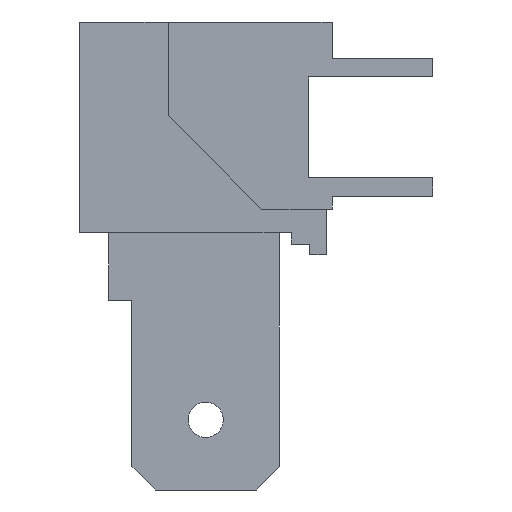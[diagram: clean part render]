
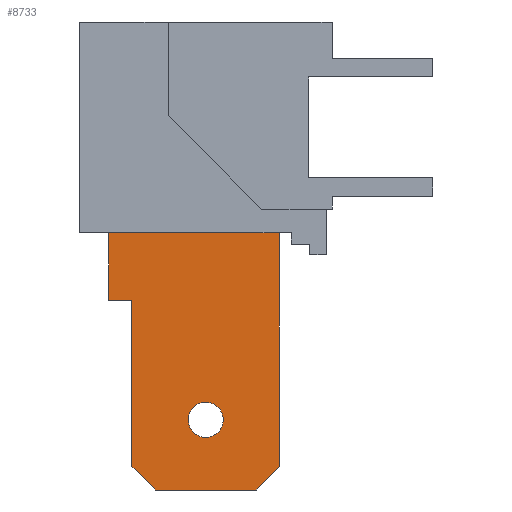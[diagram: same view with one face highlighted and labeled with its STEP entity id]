
A CAD part, left-side view. The second image highlights one B-rep face of the part: STEP entity #8733.
In plain terms, the highlighted planar face has unit normal (-1, 0, 0).
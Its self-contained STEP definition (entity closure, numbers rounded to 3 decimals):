
#7 = FACE_OUTER_BOUND ( 'NONE', #7690, .T. ) ;
#132 = AXIS2_PLACEMENT_3D ( 'NONE', #1054, #1234, #4749 ) ;
#281 = ORIENTED_EDGE ( 'NONE', *, *, #7335, .T. ) ;
#364 = VECTOR ( 'NONE', #8791, 1000. ) ;
#393 = CARTESIAN_POINT ( 'NONE',  ( -0.4, 5.4, -12.5 ) ) ;
#459 = VERTEX_POINT ( 'NONE', #8208 ) ;
#512 = VECTOR ( 'NONE', #10605, 1000. ) ;
#611 = CIRCLE ( 'NONE', #5042, 0.75 ) ;
#652 = DIRECTION ( 'NONE',  ( 0., -1., 0. ) ) ;
#996 = LINE ( 'NONE', #4636, #1130 ) ;
#1054 = CARTESIAN_POINT ( 'NONE',  ( -0.4, 5.4, -12.5 ) ) ;
#1130 = VECTOR ( 'NONE', #4571, 1000. ) ;
#1234 = DIRECTION ( 'NONE',  ( 1., 0., 0. ) ) ;
#1428 = LINE ( 'NONE', #8484, #512 ) ;
#1638 = VECTOR ( 'NONE', #8847, 1000. ) ;
#1737 = CARTESIAN_POINT ( 'NONE',  ( -0.4, 0., -4.5 ) ) ;
#1788 = DIRECTION ( 'NONE',  ( 0., 0., -1. ) ) ;
#1845 = ORIENTED_EDGE ( 'NONE', *, *, #9691, .T. ) ;
#1980 = LINE ( 'NONE', #6510, #10306 ) ;
#2234 = ORIENTED_EDGE ( 'NONE', *, *, #5458, .F. ) ;
#2282 = VERTEX_POINT ( 'NONE', #5987 ) ;
#2647 = PLANE ( 'NONE',  #5425 ) ;
#2732 = VECTOR ( 'NONE', #652, 1000. ) ;
#2769 = EDGE_CURVE ( 'NONE', #4364, #459, #1428, .T. ) ;
#2802 = VERTEX_POINT ( 'NONE', #7897 ) ;
#2872 = EDGE_CURVE ( 'NONE', #2282, #5498, #1980, .T. ) ;
#2954 = CARTESIAN_POINT ( 'NONE',  ( -0.4, 3.25, -15.5 ) ) ;
#3000 = VECTOR ( 'NONE', #10426, 1000. ) ;
#3553 = VECTOR ( 'NONE', #7529, 1000. ) ;
#3648 = EDGE_CURVE ( 'NONE', #5498, #4321, #996, .T. ) ;
#4222 = LINE ( 'NONE', #1737, #2732 ) ;
#4286 = CARTESIAN_POINT ( 'NONE',  ( -0.4, 5.4, -13.25 ) ) ;
#4321 = VERTEX_POINT ( 'NONE', #4474 ) ;
#4364 = VERTEX_POINT ( 'NONE', #2954 ) ;
#4474 = CARTESIAN_POINT ( 'NONE',  ( -0.4, 7.55, -15.5 ) ) ;
#4565 = FACE_BOUND ( 'NONE', #5811, .T. ) ;
#4571 = DIRECTION ( 'NONE',  ( 0., -0.707, -0.707 ) ) ;
#4607 = ORIENTED_EDGE ( 'NONE', *, *, #3648, .T. ) ;
#4636 = CARTESIAN_POINT ( 'NONE',  ( -0.4, 11.525, -11.525 ) ) ;
#4749 = DIRECTION ( 'NONE',  ( 0., 0., -1. ) ) ;
#4755 = ORIENTED_EDGE ( 'NONE', *, *, #7392, .T. ) ;
#4819 = ORIENTED_EDGE ( 'NONE', *, *, #2872, .T. ) ;
#4926 = CIRCLE ( 'NONE', #132, 0.75 ) ;
#5042 = AXIS2_PLACEMENT_3D ( 'NONE', #393, #6634, #10168 ) ;
#5377 = CARTESIAN_POINT ( 'NONE',  ( -0.4, 0., -15.5 ) ) ;
#5425 = AXIS2_PLACEMENT_3D ( 'NONE', #9726, #7994, #1788 ) ;
#5458 = EDGE_CURVE ( 'NONE', #2802, #8692, #4222, .T. ) ;
#5498 = VERTEX_POINT ( 'NONE', #6238 ) ;
#5543 = EDGE_CURVE ( 'NONE', #4321, #4364, #6417, .T. ) ;
#5811 = EDGE_LOOP ( 'NONE', ( #10035, #4755 ) ) ;
#5987 = CARTESIAN_POINT ( 'NONE',  ( -0.4, 8.55, -7.4 ) ) ;
#6238 = CARTESIAN_POINT ( 'NONE',  ( -0.4, 8.55, -14.5 ) ) ;
#6417 = LINE ( 'NONE', #5377, #364 ) ;
#6510 = CARTESIAN_POINT ( 'NONE',  ( -0.4, 8.55, 0. ) ) ;
#6528 = LINE ( 'NONE', #8206, #3553 ) ;
#6634 = DIRECTION ( 'NONE',  ( 1., 0., 0. ) ) ;
#6710 = ORIENTED_EDGE ( 'NONE', *, *, #7834, .T. ) ;
#7335 = EDGE_CURVE ( 'NONE', #2802, #10662, #6528, .T. ) ;
#7372 = CARTESIAN_POINT ( 'NONE',  ( -0.4, 5.4, -11.75 ) ) ;
#7392 = EDGE_CURVE ( 'NONE', #10932, #8114, #611, .T. ) ;
#7529 = DIRECTION ( 'NONE',  ( 0., 0., -1. ) ) ;
#7690 = EDGE_LOOP ( 'NONE', ( #1845, #2234, #281, #6710, #4819, #4607, #9121, #7706 ) ) ;
#7706 = ORIENTED_EDGE ( 'NONE', *, *, #2769, .T. ) ;
#7834 = EDGE_CURVE ( 'NONE', #10662, #2282, #8738, .T. ) ;
#7897 = CARTESIAN_POINT ( 'NONE',  ( -0.4, 9.55, -4.5 ) ) ;
#7994 = DIRECTION ( 'NONE',  ( 1., 0., 0. ) ) ;
#8114 = VERTEX_POINT ( 'NONE', #7372 ) ;
#8206 = CARTESIAN_POINT ( 'NONE',  ( -0.4, 9.55, 0. ) ) ;
#8208 = CARTESIAN_POINT ( 'NONE',  ( -0.4, 2.25, -14.5 ) ) ;
#8240 = DIRECTION ( 'NONE',  ( 0., 0., -1. ) ) ;
#8410 = CARTESIAN_POINT ( 'NONE',  ( -0.4, 9.55, -7.4 ) ) ;
#8484 = CARTESIAN_POINT ( 'NONE',  ( -0.4, -6.125, -6.125 ) ) ;
#8692 = VERTEX_POINT ( 'NONE', #10752 ) ;
#8733 = ADVANCED_FACE ( 'NONE', ( #4565, #7 ), #2647, .F. ) ;
#8738 = LINE ( 'NONE', #11265, #3000 ) ;
#8791 = DIRECTION ( 'NONE',  ( 0., -1., 0. ) ) ;
#8847 = DIRECTION ( 'NONE',  ( 0., 0., 1. ) ) ;
#8909 = CARTESIAN_POINT ( 'NONE',  ( -0.4, 2.25, 0. ) ) ;
#9121 = ORIENTED_EDGE ( 'NONE', *, *, #5543, .T. ) ;
#9271 = EDGE_CURVE ( 'NONE', #8114, #10932, #4926, .T. ) ;
#9691 = EDGE_CURVE ( 'NONE', #459, #8692, #10527, .T. ) ;
#9726 = CARTESIAN_POINT ( 'NONE',  ( -0.4, 0., 0. ) ) ;
#10035 = ORIENTED_EDGE ( 'NONE', *, *, #9271, .T. ) ;
#10168 = DIRECTION ( 'NONE',  ( 0., 0., -1. ) ) ;
#10306 = VECTOR ( 'NONE', #8240, 1000. ) ;
#10426 = DIRECTION ( 'NONE',  ( 0., -1., 0. ) ) ;
#10527 = LINE ( 'NONE', #8909, #1638 ) ;
#10605 = DIRECTION ( 'NONE',  ( 0., -0.707, 0.707 ) ) ;
#10662 = VERTEX_POINT ( 'NONE', #8410 ) ;
#10752 = CARTESIAN_POINT ( 'NONE',  ( -0.4, 2.25, -4.5 ) ) ;
#10932 = VERTEX_POINT ( 'NONE', #4286 ) ;
#11265 = CARTESIAN_POINT ( 'NONE',  ( -0.4, 0., -7.4 ) ) ;
